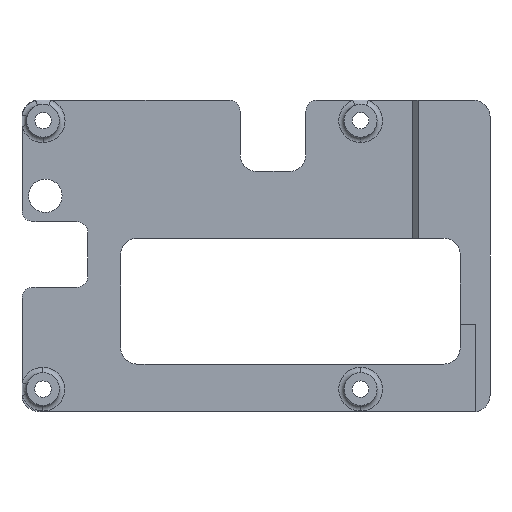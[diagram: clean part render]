
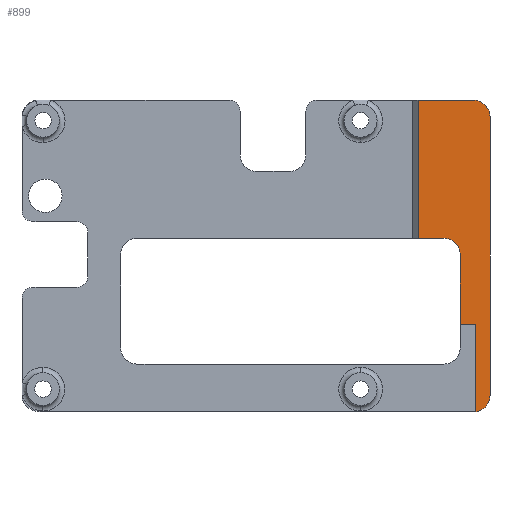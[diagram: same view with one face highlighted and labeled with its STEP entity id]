
A CAD part, front view. The second image highlights one B-rep face of the part: STEP entity #899.
In plain terms, the highlighted planar face has unit normal (0, -1, 0).
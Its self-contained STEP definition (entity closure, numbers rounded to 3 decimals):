
#6 = CARTESIAN_POINT ( 'NONE',  ( 34.534, 2.5, -23.198 ) ) ;
#42 = VERTEX_POINT ( 'NONE', #1790 ) ;
#134 = CARTESIAN_POINT ( 'NONE',  ( 32.097, 2.5, 2.482 ) ) ;
#140 = VECTOR ( 'NONE', #1010, 1000. ) ;
#173 = VECTOR ( 'NONE', #1086, 1000. ) ;
#214 = CARTESIAN_POINT ( 'NONE',  ( 32.097, 2.5, -10.243 ) ) ;
#229 = LINE ( 'NONE', #1650, #2553 ) ;
#233 = CIRCLE ( 'NONE', #575, 3. ) ;
#241 = ORIENTED_EDGE ( 'NONE', *, *, #826, .T. ) ;
#246 = CARTESIAN_POINT ( 'NONE',  ( 34.534, 2.5, -23.198 ) ) ;
#259 = VERTEX_POINT ( 'NONE', #1028 ) ;
#288 = LINE ( 'NONE', #2511, #173 ) ;
#321 = EDGE_CURVE ( 'NONE', #42, #1687, #630, .T. ) ;
#361 = VERTEX_POINT ( 'NONE', #1452 ) ;
#392 = EDGE_CURVE ( 'NONE', #361, #470, #288, .T. ) ;
#426 = CARTESIAN_POINT ( 'NONE',  ( 24.397, 2.5, 30.691 ) ) ;
#438 = VERTEX_POINT ( 'NONE', #2289 ) ;
#446 = PLANE ( 'NONE',  #1182 ) ;
#470 = VERTEX_POINT ( 'NONE', #1933 ) ;
#520 = EDGE_CURVE ( 'NONE', #1687, #2525, #2569, .T. ) ;
#575 = AXIS2_PLACEMENT_3D ( 'NONE', #613, #2246, #1628 ) ;
#607 = EDGE_LOOP ( 'NONE', ( #1474, #2142, #241, #2420, #907, #2502, #2028, #807, #1325, #1153 ) ) ;
#613 = CARTESIAN_POINT ( 'NONE',  ( 34.534, 2.5, 27.691 ) ) ;
#624 = VERTEX_POINT ( 'NONE', #2212 ) ;
#630 = LINE ( 'NONE', #861, #140 ) ;
#648 = DIRECTION ( 'NONE',  ( 0., -1., 0. ) ) ;
#729 = CIRCLE ( 'NONE', #1642, 3. ) ;
#803 = LINE ( 'NONE', #2060, #2298 ) ;
#807 = ORIENTED_EDGE ( 'NONE', *, *, #392, .F. ) ;
#813 = DIRECTION ( 'NONE',  ( 0., 0., -1. ) ) ;
#826 = EDGE_CURVE ( 'NONE', #42, #1403, #1522, .T. ) ;
#832 = DIRECTION ( 'NONE',  ( -1., 0., 0. ) ) ;
#861 = CARTESIAN_POINT ( 'NONE',  ( 34.967, 2.5, -10.243 ) ) ;
#899 = ADVANCED_FACE ( 'NONE', ( #1834 ), #446, .T. ) ;
#904 = EDGE_CURVE ( 'NONE', #624, #259, #229, .T. ) ;
#907 = ORIENTED_EDGE ( 'NONE', *, *, #1948, .T. ) ;
#933 = EDGE_CURVE ( 'NONE', #361, #2299, #729, .T. ) ;
#973 = DIRECTION ( 'NONE',  ( -1., 0., 0. ) ) ;
#1010 = DIRECTION ( 'NONE',  ( 0., 0., 1. ) ) ;
#1013 = LINE ( 'NONE', #426, #2203 ) ;
#1028 = CARTESIAN_POINT ( 'NONE',  ( 24.397, 2.5, 30.691 ) ) ;
#1030 = DIRECTION ( 'NONE',  ( 0., 1., 0. ) ) ;
#1086 = DIRECTION ( 'NONE',  ( -1., 0., 0. ) ) ;
#1103 = AXIS2_PLACEMENT_3D ( 'NONE', #6, #2375, #813 ) ;
#1153 = ORIENTED_EDGE ( 'NONE', *, *, #2381, .F. ) ;
#1182 = AXIS2_PLACEMENT_3D ( 'NONE', #246, #648, #1455 ) ;
#1325 = ORIENTED_EDGE ( 'NONE', *, *, #933, .T. ) ;
#1372 = CARTESIAN_POINT ( 'NONE',  ( 34.967, 2.5, -10.243 ) ) ;
#1403 = VERTEX_POINT ( 'NONE', #2396 ) ;
#1452 = CARTESIAN_POINT ( 'NONE',  ( 29.097, 2.5, 5.482 ) ) ;
#1454 = DIRECTION ( 'NONE',  ( 0., 0., -1. ) ) ;
#1455 = DIRECTION ( 'NONE',  ( 0., 0., -1. ) ) ;
#1474 = ORIENTED_EDGE ( 'NONE', *, *, #520, .F. ) ;
#1522 = CIRCLE ( 'NONE', #1103, 3. ) ;
#1628 = DIRECTION ( 'NONE',  ( 0., 0., -1. ) ) ;
#1642 = AXIS2_PLACEMENT_3D ( 'NONE', #2053, #1030, #1867 ) ;
#1650 = CARTESIAN_POINT ( 'NONE',  ( 34.534, 2.5, 30.691 ) ) ;
#1687 = VERTEX_POINT ( 'NONE', #1372 ) ;
#1782 = DIRECTION ( 'NONE',  ( 0., 0., 1. ) ) ;
#1786 = VECTOR ( 'NONE', #973, 1000. ) ;
#1790 = CARTESIAN_POINT ( 'NONE',  ( 34.967, 2.5, -26.166 ) ) ;
#1834 = FACE_OUTER_BOUND ( 'NONE', #607, .T. ) ;
#1867 = DIRECTION ( 'NONE',  ( 0., 0., -1. ) ) ;
#1933 = CARTESIAN_POINT ( 'NONE',  ( 24.397, 2.5, 5.482 ) ) ;
#1948 = EDGE_CURVE ( 'NONE', #438, #624, #233, .T. ) ;
#1967 = CARTESIAN_POINT ( 'NONE',  ( 17.279, 2.5, -10.243 ) ) ;
#1987 = EDGE_CURVE ( 'NONE', #1403, #438, #803, .T. ) ;
#2028 = ORIENTED_EDGE ( 'NONE', *, *, #2550, .T. ) ;
#2053 = CARTESIAN_POINT ( 'NONE',  ( 29.097, 2.5, 2.482 ) ) ;
#2060 = CARTESIAN_POINT ( 'NONE',  ( 37.534, 2.5, 27.691 ) ) ;
#2142 = ORIENTED_EDGE ( 'NONE', *, *, #321, .F. ) ;
#2203 = VECTOR ( 'NONE', #1454, 1000. ) ;
#2212 = CARTESIAN_POINT ( 'NONE',  ( 34.534, 2.5, 30.691 ) ) ;
#2246 = DIRECTION ( 'NONE',  ( 0., -1., 0. ) ) ;
#2289 = CARTESIAN_POINT ( 'NONE',  ( 37.534, 2.5, 27.691 ) ) ;
#2298 = VECTOR ( 'NONE', #2591, 1000. ) ;
#2299 = VERTEX_POINT ( 'NONE', #134 ) ;
#2344 = CARTESIAN_POINT ( 'NONE',  ( 32.097, 2.5, -23.198 ) ) ;
#2375 = DIRECTION ( 'NONE',  ( 0., -1., 0. ) ) ;
#2381 = EDGE_CURVE ( 'NONE', #2525, #2299, #2527, .T. ) ;
#2396 = CARTESIAN_POINT ( 'NONE',  ( 37.534, 2.5, -23.198 ) ) ;
#2408 = VECTOR ( 'NONE', #1782, 1000. ) ;
#2420 = ORIENTED_EDGE ( 'NONE', *, *, #1987, .T. ) ;
#2502 = ORIENTED_EDGE ( 'NONE', *, *, #904, .T. ) ;
#2511 = CARTESIAN_POINT ( 'NONE',  ( 34.534, 2.5, 5.482 ) ) ;
#2525 = VERTEX_POINT ( 'NONE', #214 ) ;
#2527 = LINE ( 'NONE', #2344, #2408 ) ;
#2550 = EDGE_CURVE ( 'NONE', #259, #470, #1013, .T. ) ;
#2553 = VECTOR ( 'NONE', #832, 1000. ) ;
#2569 = LINE ( 'NONE', #1967, #1786 ) ;
#2591 = DIRECTION ( 'NONE',  ( 0., 0., 1. ) ) ;
